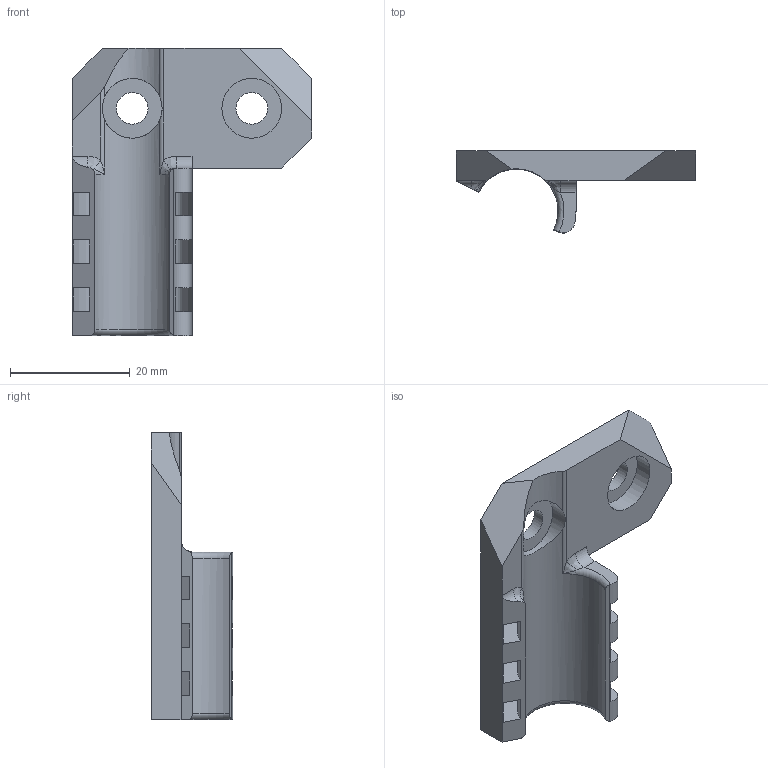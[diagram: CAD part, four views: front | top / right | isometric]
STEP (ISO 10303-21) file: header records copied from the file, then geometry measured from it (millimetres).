
FILE_DESCRIPTION(/* description */ ('STEP AP214'),/* implementation_level */ '2;1');
FILE_NAME(/* name */ '603d0cfae5d5d8168c7a7e29',/* time_stamp */ '2021-03-01T15:49:15+00:00',/* author */ (''),/* organization */ (''),/* preprocessor_version */ 'ST-DEVELOPER v18.1',/* originating_system */ ' ',/* authorisation */ ' ');
FILE_SCHEMA (('AUTOMOTIVE_DESIGN {1 0 10303 214 3 1 1}'));
Length unit declared in the file: metre
Products named in the file (1): back_cable_relief
Bounding box: 40 x 13.68 x 48 mm (x, y, z)
Volume: 5329.8 mm3; surface area: 4718.3 mm2
Topology: 1 solids, 1 shells, 54 faces, 167 edges, 108 vertices
Faces by surface type: cylinder 24, plane 23, bspline 4, torus 3
Full cylindrical faces by diameter (mm): 5.3 x2, 10 x2
Entity records: 1961 total; most frequent: CARTESIAN_POINT 435, ORIENTED_EDGE 320, DIRECTION 307, EDGE_CURVE 160, AXIS2_PLACEMENT_3D 111, VERTEX_POINT 107, LINE 85, VECTOR 85
